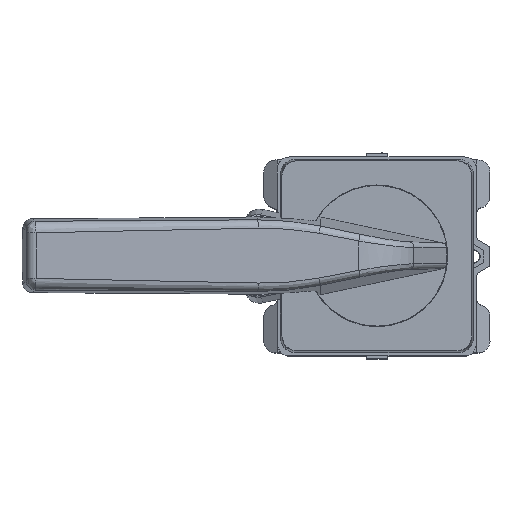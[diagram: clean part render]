
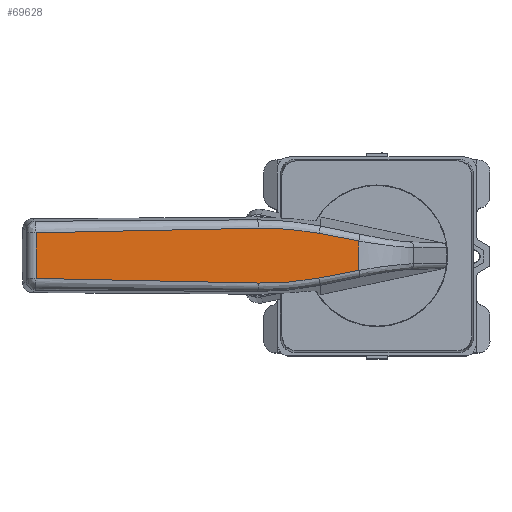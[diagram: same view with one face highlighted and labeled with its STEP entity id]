
A CAD part, top view. The second image highlights one B-rep face of the part: STEP entity #69628.
In plain terms, the highlighted planar face has unit normal (0.087, 0, 0.996).
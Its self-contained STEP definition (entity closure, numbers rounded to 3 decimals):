
#600=B_SPLINE_CURVE_WITH_KNOTS('',2,(#110077,#110078,#110079,#110080,#110081),
 .UNSPECIFIED.,.F.,.F.,(3,2,3),(0.,0.5,1.),.UNSPECIFIED.);
#613=B_SPLINE_CURVE_WITH_KNOTS('',3,(#110520,#110521,#110522,#110523),
 .UNSPECIFIED.,.F.,.F.,(4,4),(0.,1.),.UNSPECIFIED.);
#617=B_SPLINE_CURVE_WITH_KNOTS('',3,(#110613,#110614,#110615,#110616),
 .UNSPECIFIED.,.F.,.F.,(4,4),(0.626,0.834),
 .PIECEWISE_BEZIER_KNOTS.);
#644=B_SPLINE_CURVE_WITH_KNOTS('',3,(#110798,#110799,#110800,#110801),
 .UNSPECIFIED.,.F.,.F.,(4,4),(0.,0.305),.UNSPECIFIED.);
#645=B_SPLINE_CURVE_WITH_KNOTS('',3,(#110804,#110805,#110806,#110807),
 .UNSPECIFIED.,.F.,.F.,(4,4),(0.,0.305),.UNSPECIFIED.);
#646=B_SPLINE_CURVE_WITH_KNOTS('',3,(#110808,#110809,#110810,#110811),
 .UNSPECIFIED.,.F.,.F.,(4,4),(0.,1.),.UNSPECIFIED.);
#5266=LINE('',#110573,#11250);
#5268=LINE('',#110802,#11252);
#11250=VECTOR('',#88132,1000.);
#11252=VECTOR('',#88174,1000.);
#26609=ORIENTED_EDGE('',*,*,#36970,.T.);
#26610=ORIENTED_EDGE('',*,*,#36951,.T.);
#26611=ORIENTED_EDGE('',*,*,#37016,.T.);
#26612=ORIENTED_EDGE('',*,*,#37017,.F.);
#26613=ORIENTED_EDGE('',*,*,#37018,.F.);
#26614=ORIENTED_EDGE('',*,*,#36978,.T.);
#26615=ORIENTED_EDGE('',*,*,#37019,.F.);
#26616=ORIENTED_EDGE('',*,*,#36974,.F.);
#36951=EDGE_CURVE('',#43186,#43184,#600,.T.);
#36970=EDGE_CURVE('',#43193,#43186,#613,.T.);
#36974=EDGE_CURVE('',#43193,#43194,#5266,.T.);
#36978=EDGE_CURVE('',#43195,#43196,#617,.T.);
#37016=EDGE_CURVE('',#43184,#43190,#644,.T.);
#37017=EDGE_CURVE('',#43223,#43190,#5268,.T.);
#37018=EDGE_CURVE('',#43195,#43223,#645,.T.);
#37019=EDGE_CURVE('',#43194,#43196,#646,.T.);
#43184=VERTEX_POINT('',#110075);
#43186=VERTEX_POINT('',#110082);
#43190=VERTEX_POINT('',#110460);
#43193=VERTEX_POINT('',#110519);
#43194=VERTEX_POINT('',#110572);
#43195=VERTEX_POINT('',#110587);
#43196=VERTEX_POINT('',#110612);
#43223=VERTEX_POINT('',#110803);
#49127=EDGE_LOOP('',(#26609,#26610,#26611,#26612,#26613,#26614,#26615,#26616));
#52719=FACE_BOUND('',#49127,.T.);
#55090=PLANE('',#74431);
#69628=ADVANCED_FACE('',(#52719),#55090,.F.);
#74431=AXIS2_PLACEMENT_3D('',#110797,#88172,#88173);
#88132=DIRECTION('',(0.,-1.,0.));
#88172=DIRECTION('',(-0.087,0.,-0.996));
#88173=DIRECTION('',(0.996,0.,-0.087));
#88174=DIRECTION('',(0.,1.,0.));
#110075=CARTESIAN_POINT('',(-39.35,9.088,159.338));
#110077=CARTESIAN_POINT('',(-19.169,7.403,157.573));
#110078=CARTESIAN_POINT('',(-23.871,8.366,157.984));
#110079=CARTESIAN_POINT('',(-29.218,8.775,158.452));
#110080=CARTESIAN_POINT('',(-33.865,9.13,158.859));
#110081=CARTESIAN_POINT('',(-39.35,9.088,159.338));
#110082=CARTESIAN_POINT('',(-19.169,7.403,157.573));
#110460=CARTESIAN_POINT('',(-113.087,7.572,165.79));
#110519=CARTESIAN_POINT('',(-6.022,4.89,156.423));
#110520=CARTESIAN_POINT('',(-6.022,4.89,156.423));
#110521=CARTESIAN_POINT('',(-10.393,5.785,156.805));
#110522=CARTESIAN_POINT('',(-14.798,6.508,157.19));
#110523=CARTESIAN_POINT('',(-19.169,7.403,157.573));
#110572=CARTESIAN_POINT('',(-6.022,-4.89,156.423));
#110573=CARTESIAN_POINT('',(-6.022,153.225,156.423));
#110587=CARTESIAN_POINT('',(-39.35,-9.088,159.338));
#110612=CARTESIAN_POINT('',(-19.169,-7.403,157.573));
#110613=CARTESIAN_POINT('',(-39.35,-9.088,159.338));
#110614=CARTESIAN_POINT('',(-32.601,-9.139,158.748));
#110615=CARTESIAN_POINT('',(-25.808,-8.762,158.154));
#110616=CARTESIAN_POINT('',(-19.169,-7.403,157.573));
#110797=CARTESIAN_POINT('',(-120.,153.225,166.394));
#110798=CARTESIAN_POINT('',(-39.35,9.088,159.338));
#110799=CARTESIAN_POINT('',(-63.931,8.9,161.489));
#110800=CARTESIAN_POINT('',(-88.509,8.255,163.639));
#110801=CARTESIAN_POINT('',(-113.087,7.572,165.79));
#110802=CARTESIAN_POINT('',(-113.087,-7.489,165.79));
#110803=CARTESIAN_POINT('',(-113.087,-7.572,165.79));
#110804=CARTESIAN_POINT('',(-39.35,-9.088,159.338));
#110805=CARTESIAN_POINT('',(-63.931,-8.9,161.489));
#110806=CARTESIAN_POINT('',(-88.509,-8.255,163.639));
#110807=CARTESIAN_POINT('',(-113.087,-7.572,165.79));
#110808=CARTESIAN_POINT('',(-6.022,-4.89,156.423));
#110809=CARTESIAN_POINT('',(-10.393,-5.785,156.805));
#110810=CARTESIAN_POINT('',(-14.798,-6.508,157.19));
#110811=CARTESIAN_POINT('',(-19.169,-7.403,157.573));
